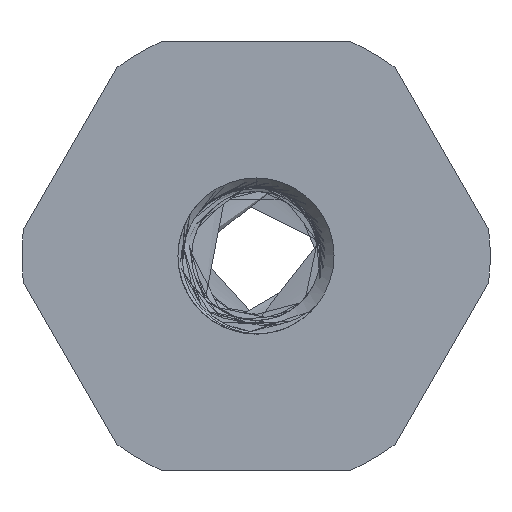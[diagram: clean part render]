
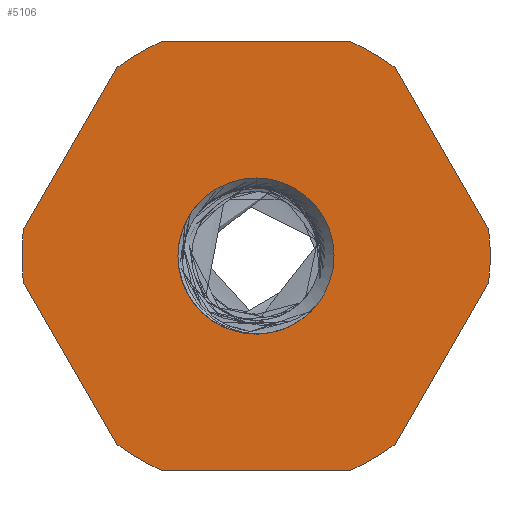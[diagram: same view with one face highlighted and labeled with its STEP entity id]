
A CAD part, front view. The second image highlights one B-rep face of the part: STEP entity #5106.
In plain terms, the highlighted planar face has unit normal (0, -1, 0).
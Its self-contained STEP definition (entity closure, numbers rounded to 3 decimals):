
#77 = DIRECTION ( 'NONE',  ( 0.5, 0., 0.866 ) ) ;
#110 = DIRECTION ( 'NONE',  ( 0., 1., 0. ) ) ;
#125 = EDGE_CURVE ( 'NONE', #9085, #2791, #3749, .T. ) ;
#213 = VERTEX_POINT ( 'NONE', #6110 ) ;
#226 = VERTEX_POINT ( 'NONE', #9854 ) ;
#289 = EDGE_CURVE ( 'NONE', #226, #11633, #10679, .T. ) ;
#320 = VERTEX_POINT ( 'NONE', #5320 ) ;
#465 = AXIS2_PLACEMENT_3D ( 'NONE', #9556, #110, #6756 ) ;
#502 = VECTOR ( 'NONE', #5596, 1000. ) ;
#757 = EDGE_CURVE ( 'NONE', #10607, #2404, #11573, .T. ) ;
#824 = CARTESIAN_POINT ( 'NONE',  ( 5.962, 0., 0.673 ) ) ;
#832 = ORIENTED_EDGE ( 'NONE', *, *, #11720, .T. ) ;
#857 = ORIENTED_EDGE ( 'NONE', *, *, #3117, .F. ) ;
#995 = EDGE_CURVE ( 'NONE', #11633, #7178, #1931, .T. ) ;
#1067 = EDGE_CURVE ( 'NONE', #2404, #9085, #10821, .T. ) ;
#1464 = CARTESIAN_POINT ( 'NONE',  ( -3.564, 0., 4.827 ) ) ;
#1590 = DIRECTION ( 'NONE',  ( 0., 1., 0. ) ) ;
#1666 = CARTESIAN_POINT ( 'NONE',  ( 0., 0., 2. ) ) ;
#1743 = DIRECTION ( 'NONE',  ( 0., 0., 1. ) ) ;
#1784 = VECTOR ( 'NONE', #77, 1000. ) ;
#1882 = EDGE_CURVE ( 'NONE', #9354, #320, #7392, .T. ) ;
#1931 = CIRCLE ( 'NONE', #10051, 2. ) ;
#1947 = EDGE_LOOP ( 'NONE', ( #9401, #8713, #6509, #832 ) ) ;
#2077 = CIRCLE ( 'NONE', #7434, 6. ) ;
#2144 = CARTESIAN_POINT ( 'NONE',  ( 3.564, 0., 4.827 ) ) ;
#2267 = ORIENTED_EDGE ( 'NONE', *, *, #125, .F. ) ;
#2371 = CARTESIAN_POINT ( 'NONE',  ( 0., 0., 0. ) ) ;
#2404 = VERTEX_POINT ( 'NONE', #2144 ) ;
#2525 = CARTESIAN_POINT ( 'NONE',  ( 0., 0., 0. ) ) ;
#2530 = CARTESIAN_POINT ( 'NONE',  ( 0., 0., 0. ) ) ;
#2569 = LINE ( 'NONE', #11869, #8220 ) ;
#2666 = VECTOR ( 'NONE', #10303, 1000. ) ;
#2695 = DIRECTION ( 'NONE',  ( -0.5, 0., 0.866 ) ) ;
#2791 = VERTEX_POINT ( 'NONE', #8016 ) ;
#3032 = DIRECTION ( 'NONE',  ( 1., 0., 0. ) ) ;
#3116 = CARTESIAN_POINT ( 'NONE',  ( 0., 0., 5.5 ) ) ;
#3117 = EDGE_CURVE ( 'NONE', #8478, #8801, #5084, .T. ) ;
#3137 = EDGE_CURVE ( 'NONE', #7178, #9439, #5072, .T. ) ;
#3254 = DIRECTION ( 'NONE',  ( 0., 0., 1. ) ) ;
#3367 = CARTESIAN_POINT ( 'NONE',  ( -4.763, 0., -2.75 ) ) ;
#3440 = AXIS2_PLACEMENT_3D ( 'NONE', #3949, #4888, #6844 ) ;
#3483 = VECTOR ( 'NONE', #3032, 1000. ) ;
#3570 = CARTESIAN_POINT ( 'NONE',  ( 4.763, 0., -2.75 ) ) ;
#3749 = CIRCLE ( 'NONE', #3951, 6. ) ;
#3769 = VECTOR ( 'NONE', #2695, 1000. ) ;
#3790 = ORIENTED_EDGE ( 'NONE', *, *, #10918, .F. ) ;
#3797 = CIRCLE ( 'NONE', #465, 6. ) ;
#3824 = ORIENTED_EDGE ( 'NONE', *, *, #1882, .F. ) ;
#3949 = CARTESIAN_POINT ( 'NONE',  ( 0., 0., 0. ) ) ;
#3951 = AXIS2_PLACEMENT_3D ( 'NONE', #6965, #6066, #3254 ) ;
#4046 = LINE ( 'NONE', #3367, #3769 ) ;
#4139 = CARTESIAN_POINT ( 'NONE',  ( 3.564, 0., -4.827 ) ) ;
#4717 = CARTESIAN_POINT ( 'NONE',  ( 4.763, 0., 2.75 ) ) ;
#4779 = ORIENTED_EDGE ( 'NONE', *, *, #9631, .F. ) ;
#4888 = DIRECTION ( 'NONE',  ( 0., 1., 0. ) ) ;
#5069 = CARTESIAN_POINT ( 'NONE',  ( -2.398, 0., -5.5 ) ) ;
#5072 = CIRCLE ( 'NONE', #7787, 2. ) ;
#5084 = CIRCLE ( 'NONE', #7161, 6. ) ;
#5106 = ADVANCED_FACE ( 'NONE', ( #12040, #10384 ), #6148, .F. ) ;
#5167 = CARTESIAN_POINT ( 'NONE',  ( -5.962, 0., 0.673 ) ) ;
#5320 = CARTESIAN_POINT ( 'NONE',  ( -2.398, 0., 5.5 ) ) ;
#5596 = DIRECTION ( 'NONE',  ( -0.5, 0., -0.866 ) ) ;
#5857 = AXIS2_PLACEMENT_3D ( 'NONE', #2530, #11907, #11042 ) ;
#5937 = CARTESIAN_POINT ( 'NONE',  ( 0.239, 0., -1.986 ) ) ;
#5985 = CIRCLE ( 'NONE', #3440, 2. ) ;
#5997 = LINE ( 'NONE', #3116, #3483 ) ;
#6030 = EDGE_CURVE ( 'NONE', #8801, #9354, #7142, .T. ) ;
#6037 = VERTEX_POINT ( 'NONE', #4139 ) ;
#6057 = CARTESIAN_POINT ( 'NONE',  ( 2.398, 0., 5.5 ) ) ;
#6066 = DIRECTION ( 'NONE',  ( 0., 1., 0. ) ) ;
#6110 = CARTESIAN_POINT ( 'NONE',  ( 2.398, 0., -5.5 ) ) ;
#6148 = PLANE ( 'NONE',  #7417 ) ;
#6249 = EDGE_CURVE ( 'NONE', #6037, #213, #2077, .T. ) ;
#6285 = DIRECTION ( 'NONE',  ( 0., 0., 1. ) ) ;
#6509 = ORIENTED_EDGE ( 'NONE', *, *, #3137, .T. ) ;
#6756 = DIRECTION ( 'NONE',  ( 0., 0., 1. ) ) ;
#6844 = DIRECTION ( 'NONE',  ( 0., 0., 1. ) ) ;
#6961 = CARTESIAN_POINT ( 'NONE',  ( 0., 0., 0. ) ) ;
#6965 = CARTESIAN_POINT ( 'NONE',  ( 0., 0., 0. ) ) ;
#7099 = CARTESIAN_POINT ( 'NONE',  ( 0., 0., 0. ) ) ;
#7103 = DIRECTION ( 'NONE',  ( 0., 0., 1. ) ) ;
#7142 = LINE ( 'NONE', #9482, #1784 ) ;
#7161 = AXIS2_PLACEMENT_3D ( 'NONE', #7861, #11881, #11969 ) ;
#7178 = VERTEX_POINT ( 'NONE', #12163 ) ;
#7392 = CIRCLE ( 'NONE', #11202, 6. ) ;
#7417 = AXIS2_PLACEMENT_3D ( 'NONE', #6961, #10861, #7103 ) ;
#7434 = AXIS2_PLACEMENT_3D ( 'NONE', #7099, #9115, #9960 ) ;
#7530 = CARTESIAN_POINT ( 'NONE',  ( 0., 0., 0. ) ) ;
#7787 = AXIS2_PLACEMENT_3D ( 'NONE', #2371, #9012, #11922 ) ;
#7861 = CARTESIAN_POINT ( 'NONE',  ( 0., 0., 0. ) ) ;
#8016 = CARTESIAN_POINT ( 'NONE',  ( 5.962, 0., -0.673 ) ) ;
#8050 = ORIENTED_EDGE ( 'NONE', *, *, #6249, .F. ) ;
#8055 = DIRECTION ( 'NONE',  ( -1., 0., 0. ) ) ;
#8116 = ORIENTED_EDGE ( 'NONE', *, *, #11642, .F. ) ;
#8119 = EDGE_LOOP ( 'NONE', ( #8116, #3824, #10775, #857, #8372, #4779, #10352, #8050, #3790, #2267, #10797, #9462 ) ) ;
#8220 = VECTOR ( 'NONE', #8055, 1000. ) ;
#8372 = ORIENTED_EDGE ( 'NONE', *, *, #12045, .F. ) ;
#8478 = VERTEX_POINT ( 'NONE', #12159 ) ;
#8591 = CARTESIAN_POINT ( 'NONE',  ( -3.564, 0., -4.827 ) ) ;
#8713 = ORIENTED_EDGE ( 'NONE', *, *, #995, .T. ) ;
#8801 = VERTEX_POINT ( 'NONE', #5167 ) ;
#9012 = DIRECTION ( 'NONE',  ( 0., 1., 0. ) ) ;
#9085 = VERTEX_POINT ( 'NONE', #824 ) ;
#9115 = DIRECTION ( 'NONE',  ( 0., 1., 0. ) ) ;
#9354 = VERTEX_POINT ( 'NONE', #1464 ) ;
#9401 = ORIENTED_EDGE ( 'NONE', *, *, #289, .T. ) ;
#9439 = VERTEX_POINT ( 'NONE', #1666 ) ;
#9462 = ORIENTED_EDGE ( 'NONE', *, *, #757, .F. ) ;
#9482 = CARTESIAN_POINT ( 'NONE',  ( -4.763, 0., 2.75 ) ) ;
#9493 = AXIS2_PLACEMENT_3D ( 'NONE', #10628, #11483, #10589 ) ;
#9556 = CARTESIAN_POINT ( 'NONE',  ( 0., 0., 0. ) ) ;
#9631 = EDGE_CURVE ( 'NONE', #10571, #9702, #3797, .T. ) ;
#9702 = VERTEX_POINT ( 'NONE', #8591 ) ;
#9837 = LINE ( 'NONE', #3570, #502 ) ;
#9854 = CARTESIAN_POINT ( 'NONE',  ( 1.553, 0., -1.261 ) ) ;
#9960 = DIRECTION ( 'NONE',  ( 0., 0., 1. ) ) ;
#10051 = AXIS2_PLACEMENT_3D ( 'NONE', #2525, #10143, #1743 ) ;
#10143 = DIRECTION ( 'NONE',  ( 0., 1., 0. ) ) ;
#10303 = DIRECTION ( 'NONE',  ( 0.5, 0., -0.866 ) ) ;
#10352 = ORIENTED_EDGE ( 'NONE', *, *, #11892, .F. ) ;
#10384 = FACE_OUTER_BOUND ( 'NONE', #8119, .T. ) ;
#10571 = VERTEX_POINT ( 'NONE', #5069 ) ;
#10589 = DIRECTION ( 'NONE',  ( 0., 0., 1. ) ) ;
#10607 = VERTEX_POINT ( 'NONE', #6057 ) ;
#10628 = CARTESIAN_POINT ( 'NONE',  ( 0., 0., 0. ) ) ;
#10679 = CIRCLE ( 'NONE', #5857, 2. ) ;
#10775 = ORIENTED_EDGE ( 'NONE', *, *, #6030, .F. ) ;
#10797 = ORIENTED_EDGE ( 'NONE', *, *, #1067, .F. ) ;
#10821 = LINE ( 'NONE', #4717, #2666 ) ;
#10861 = DIRECTION ( 'NONE',  ( 0., 1., 0. ) ) ;
#10918 = EDGE_CURVE ( 'NONE', #2791, #6037, #9837, .T. ) ;
#11042 = DIRECTION ( 'NONE',  ( 0., 0., 1. ) ) ;
#11202 = AXIS2_PLACEMENT_3D ( 'NONE', #7530, #1590, #6285 ) ;
#11483 = DIRECTION ( 'NONE',  ( 0., 1., 0. ) ) ;
#11573 = CIRCLE ( 'NONE', #9493, 6. ) ;
#11633 = VERTEX_POINT ( 'NONE', #5937 ) ;
#11642 = EDGE_CURVE ( 'NONE', #320, #10607, #5997, .T. ) ;
#11720 = EDGE_CURVE ( 'NONE', #9439, #226, #5985, .T. ) ;
#11869 = CARTESIAN_POINT ( 'NONE',  ( 0., 0., -5.5 ) ) ;
#11881 = DIRECTION ( 'NONE',  ( 0., 1., 0. ) ) ;
#11892 = EDGE_CURVE ( 'NONE', #213, #10571, #2569, .T. ) ;
#11907 = DIRECTION ( 'NONE',  ( 0., 1., 0. ) ) ;
#11922 = DIRECTION ( 'NONE',  ( 0., 0., 1. ) ) ;
#11969 = DIRECTION ( 'NONE',  ( 0., 0., 1. ) ) ;
#12040 = FACE_BOUND ( 'NONE', #1947, .T. ) ;
#12045 = EDGE_CURVE ( 'NONE', #9702, #8478, #4046, .T. ) ;
#12159 = CARTESIAN_POINT ( 'NONE',  ( -5.962, 0., -0.673 ) ) ;
#12163 = CARTESIAN_POINT ( 'NONE',  ( 0., 0., -2. ) ) ;
